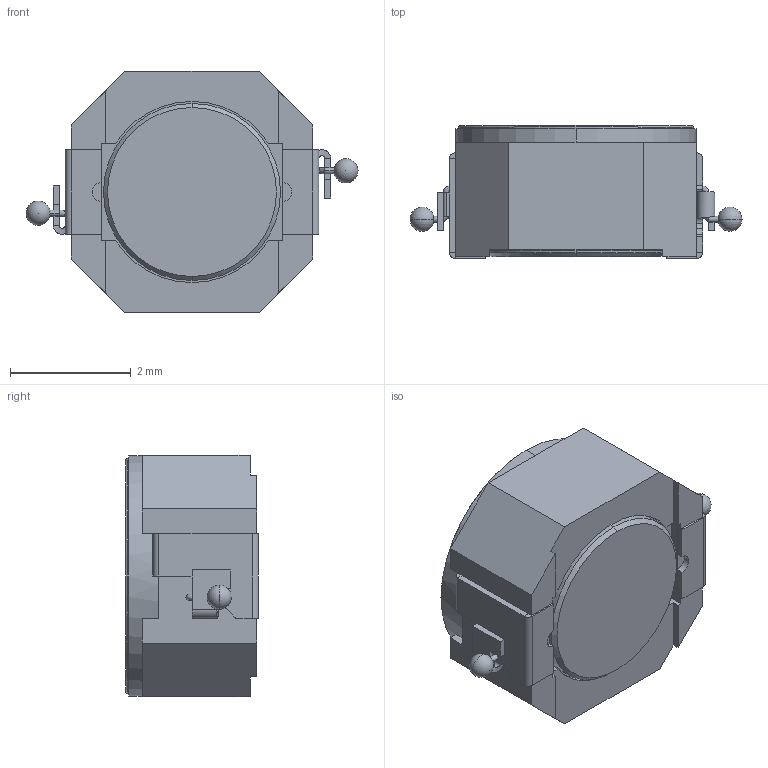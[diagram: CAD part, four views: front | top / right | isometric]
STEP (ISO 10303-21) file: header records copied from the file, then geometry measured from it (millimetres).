
FILE_DESCRIPTION (( 'STEP AP214' ), '1' );
FILE_NAME ('LTF4022T-1R8N-D.STEP', '2022-03-04T09:03:13', ( '' ), ( '' ), 'SwSTEP 2.0', 'SolidWorks 2017', '' );
FILE_SCHEMA (( 'AUTOMOTIVE_DESIGN' ));
Length unit declared in the file: millimetre
Products named in the file (1): LTF4022T-1R8N-D
Bounding box: 5.5 x 2.2 x 4 mm (x, y, z)
Volume: 30.7 mm3; surface area: 80.8 mm2
Topology: 8 solids, 8 shells, 166 faces, 415 edges, 256 vertices
Faces by surface type: plane 109, cylinder 39, sphere 8, torus 6, bspline 2, cone 2
Entity records: 5026 total; most frequent: CARTESIAN_POINT 1006, DIRECTION 825, ORIENTED_EDGE 794, EDGE_CURVE 397, LINE 291, VECTOR 291, AXIS2_PLACEMENT_3D 267, VERTEX_POINT 250
